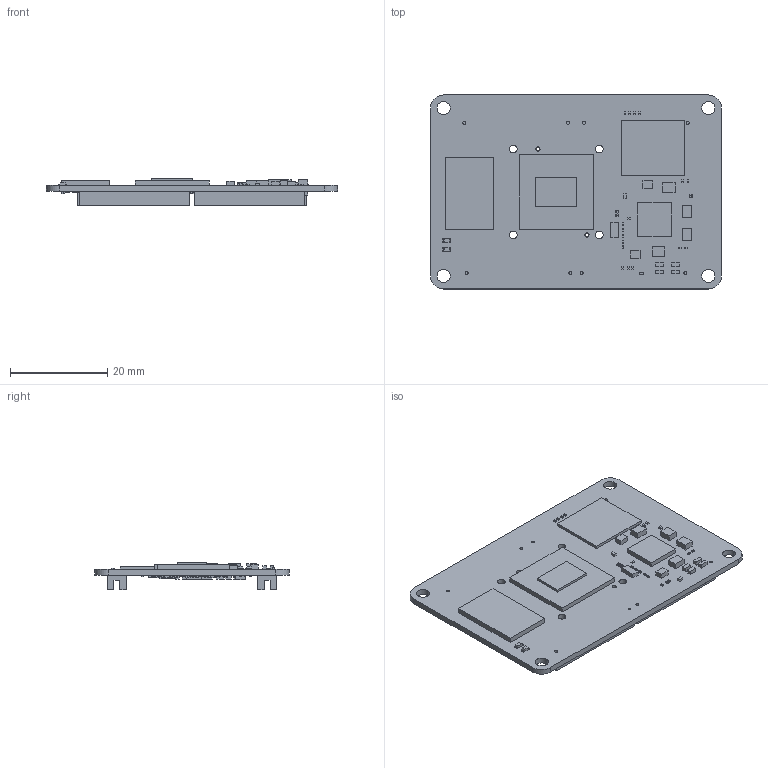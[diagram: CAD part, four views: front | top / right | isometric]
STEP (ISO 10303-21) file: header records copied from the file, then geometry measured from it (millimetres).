
FILE_DESCRIPTION((''),'2;1');
FILE_NAME('DEBIX-SOM-A-PCBA_ASM','2022-09-05T',('Administrator'),(''),'CREO PARAMETRIC BY PTC INC, 2016130','CREO PARAMETRIC BY PTC INC, 2016130','');
FILE_SCHEMA(('CONFIG_CONTROL_DESIGN','GEOMETRIC_VALIDATION_PROPERTIES_MIM'));
Length unit declared in the file: millimetre
Products named in the file (20): DEBIX-SOM-A-PCB; DEBIX-SOM-A-TOP; 1015-11H; CPU; PAIMU; 13117-06H; 7X7-1H; LVSHAI-LED; C160808; 252012; 201610; 321509; 322507; R0603023; C100505; R10X05X035; 2SK3018; C060303; LVSHAI-LED-1; DEBIX-SOM-A-PCBA_ASM
Assembly tree (211 placements, depth 2):
  DEBIX-SOM-A-PCBA_ASM
    DEBIX-SOM-A-PCB
    DEBIX-SOM-A-TOP
    1015-11H
    CPU
    PAIMU  x4
    13117-06H
    7X7-1H
    LVSHAI-LED
    C160808  x24
    252012  x4
    201610  x2
    321509  x2
    322507
    R0603023  x40
    C100505  x26
    R10X05X035  x12
    2SK3018
    C060303  x87
    LVSHAI-LED-1
Bounding box: 60 x 40 x 5.7 mm (x, y, z)
Volume: 7184.6 mm3; surface area: 13695.6 mm2
Topology: 211 solids, 211 shells, 3130 faces, 7779 edges, 5186 vertices
Faces by surface type: plane 3043, cylinder 87
Entity records: 22362 total; most frequent: CARTESIAN_POINT 3612, DIRECTION 3307, ORIENTED_EDGE 3078, EDGE_CURVE 1539, VECTOR 1365, LINE 1365, VERTEX_POINT 1026, AXIS2_PLACEMENT_3D 971
